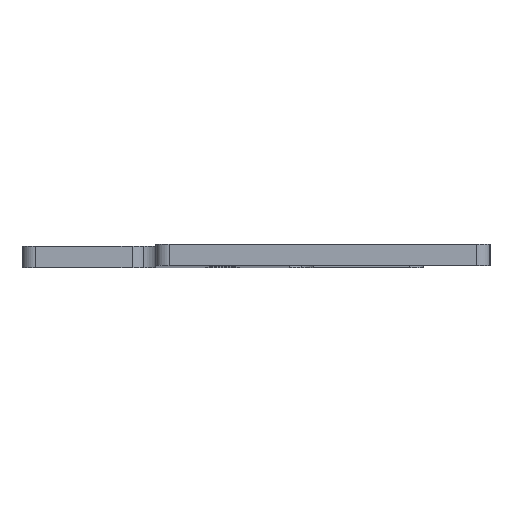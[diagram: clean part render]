
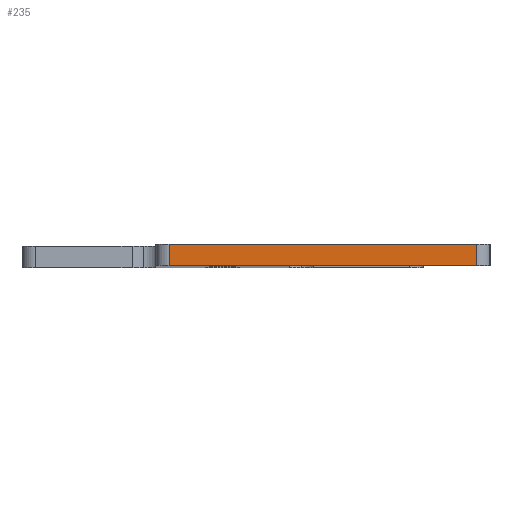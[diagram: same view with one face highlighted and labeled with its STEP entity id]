
A CAD part, top view. The second image highlights one B-rep face of the part: STEP entity #235.
In plain terms, the highlighted planar face has unit normal (0, 0, 1).
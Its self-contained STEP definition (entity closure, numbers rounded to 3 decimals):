
#19 = ORIENTED_EDGE ( 'NONE', *, *, #293, .T. ) ;
#119 = CARTESIAN_POINT ( 'NONE',  ( -109., 3.175, 97. ) ) ;
#172 = VERTEX_POINT ( 'NONE', #1311 ) ;
#174 = DIRECTION ( 'NONE',  ( 1., 0., 0. ) ) ;
#193 = DIRECTION ( 'NONE',  ( 0., 1., 0. ) ) ;
#197 = CARTESIAN_POINT ( 'NONE',  ( -109., 3.175, 97. ) ) ;
#211 = EDGE_CURVE ( 'NONE', #1438, #172, #506, .T. ) ;
#235 = ADVANCED_FACE ( 'NONE', ( #618 ), #402, .F. ) ;
#249 = VECTOR ( 'NONE', #342, 1000. ) ;
#293 = EDGE_CURVE ( 'NONE', #1438, #411, #549, .T. ) ;
#307 = CARTESIAN_POINT ( 'NONE',  ( -61., 3.175, 97. ) ) ;
#311 = VERTEX_POINT ( 'NONE', #781 ) ;
#321 = AXIS2_PLACEMENT_3D ( 'NONE', #307, #644, #1316 ) ;
#324 = VECTOR ( 'NONE', #193, 1000. ) ;
#325 = CARTESIAN_POINT ( 'NONE',  ( -109., 0., 97. ) ) ;
#342 = DIRECTION ( 'NONE',  ( 0., -1., 0. ) ) ;
#402 = PLANE ( 'NONE',  #321 ) ;
#411 = VERTEX_POINT ( 'NONE', #325 ) ;
#504 = LINE ( 'NONE', #1075, #324 ) ;
#506 = LINE ( 'NONE', #525, #1330 ) ;
#525 = CARTESIAN_POINT ( 'NONE',  ( -61., 3.175, 97. ) ) ;
#531 = CARTESIAN_POINT ( 'NONE',  ( -61., 0., 97. ) ) ;
#549 = LINE ( 'NONE', #119, #249 ) ;
#618 = FACE_OUTER_BOUND ( 'NONE', #1139, .T. ) ;
#644 = DIRECTION ( 'NONE',  ( 0., 0., -1. ) ) ;
#677 = EDGE_CURVE ( 'NONE', #311, #172, #504, .T. ) ;
#781 = CARTESIAN_POINT ( 'NONE',  ( -63., 0., 97. ) ) ;
#787 = EDGE_CURVE ( 'NONE', #411, #311, #1318, .T. ) ;
#789 = ORIENTED_EDGE ( 'NONE', *, *, #787, .T. ) ;
#982 = VECTOR ( 'NONE', #174, 1000. ) ;
#1075 = CARTESIAN_POINT ( 'NONE',  ( -63., 3.175, 97. ) ) ;
#1134 = ORIENTED_EDGE ( 'NONE', *, *, #211, .F. ) ;
#1139 = EDGE_LOOP ( 'NONE', ( #1134, #19, #789, #1274 ) ) ;
#1274 = ORIENTED_EDGE ( 'NONE', *, *, #677, .T. ) ;
#1311 = CARTESIAN_POINT ( 'NONE',  ( -63., 3.175, 97. ) ) ;
#1316 = DIRECTION ( 'NONE',  ( -1., 0., 0. ) ) ;
#1318 = LINE ( 'NONE', #531, #982 ) ;
#1330 = VECTOR ( 'NONE', #1411, 1000. ) ;
#1411 = DIRECTION ( 'NONE',  ( 1., 0., 0. ) ) ;
#1438 = VERTEX_POINT ( 'NONE', #197 ) ;
